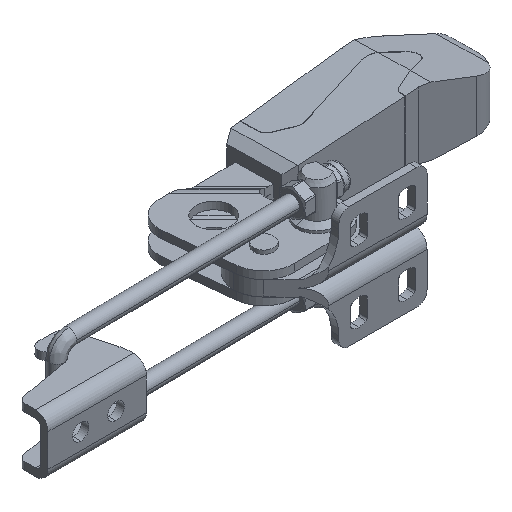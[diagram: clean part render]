
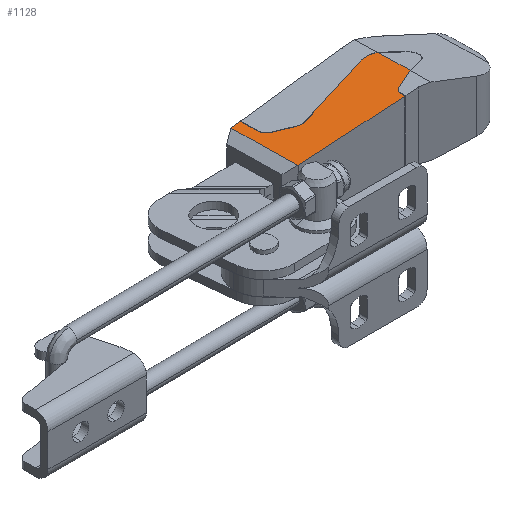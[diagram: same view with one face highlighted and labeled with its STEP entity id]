
A CAD part, isometric view. The second image highlights one B-rep face of the part: STEP entity #1128.
In plain terms, the highlighted planar face has unit normal (-0.07, -0.001, 0.998).
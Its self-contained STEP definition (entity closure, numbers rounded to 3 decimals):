
#1128=ADVANCED_FACE('NONE',(#2351),#2352,.F.);
#2351=FACE_OUTER_BOUND('',#3910,.T.);
#2352=PLANE('',#3911);
#3910=EDGE_LOOP('',(#7254,#7255,#7256,#7257,#7258,#7259,#7260,#7261,#7262,#7263,#7264,#7265,#7266,#7267,#7268,#7269,#7270));
#3911=AXIS2_PLACEMENT_3D('',#7271,#7272,#7273);
#7254=ORIENTED_EDGE('',*,*,#9222,.F.);
#7255=ORIENTED_EDGE('',*,*,#9223,.F.);
#7256=ORIENTED_EDGE('',*,*,#9224,.F.);
#7257=ORIENTED_EDGE('',*,*,#9225,.F.);
#7258=ORIENTED_EDGE('',*,*,#9170,.T.);
#7259=ORIENTED_EDGE('',*,*,#9220,.T.);
#7260=ORIENTED_EDGE('',*,*,#9226,.F.);
#7261=ORIENTED_EDGE('',*,*,#9227,.F.);
#7262=ORIENTED_EDGE('',*,*,#9228,.T.);
#7263=ORIENTED_EDGE('',*,*,#9229,.F.);
#7264=ORIENTED_EDGE('',*,*,#9230,.T.);
#7265=ORIENTED_EDGE('',*,*,#9231,.F.);
#7266=ORIENTED_EDGE('',*,*,#9143,.F.);
#7267=ORIENTED_EDGE('',*,*,#9232,.F.);
#7268=ORIENTED_EDGE('',*,*,#9233,.F.);
#7269=ORIENTED_EDGE('',*,*,#9234,.T.);
#7270=ORIENTED_EDGE('',*,*,#9235,.F.);
#7271=CARTESIAN_POINT('',(65.891,26.407,13.6));
#7272=DIRECTION('',(0.07,0.001,-0.998));
#7273=DIRECTION('',(0.0,-1.,-0.001));
#9143=EDGE_CURVE('NONE',#11233,#11234,#11235,.T.);
#9170=EDGE_CURVE('NONE',#11282,#11280,#11283,.T.);
#9220=EDGE_CURVE('NONE',#11280,#11359,#11361,.T.);
#9222=EDGE_CURVE('NONE',#11363,#11364,#11365,.T.);
#9223=EDGE_CURVE('NONE',#11366,#11363,#11367,.T.);
#9224=EDGE_CURVE('NONE',#11368,#11366,#11369,.T.);
#9225=EDGE_CURVE('NONE',#11282,#11368,#11370,.T.);
#9226=EDGE_CURVE('NONE',#11371,#11359,#11372,.T.);
#9227=EDGE_CURVE('NONE',#11373,#11371,#11374,.T.);
#9228=EDGE_CURVE('NONE',#11373,#11375,#11376,.T.);
#9229=EDGE_CURVE('NONE',#11377,#11375,#11378,.T.);
#9230=EDGE_CURVE('NONE',#11377,#11379,#11380,.T.);
#9231=EDGE_CURVE('NONE',#11234,#11379,#11381,.T.);
#9232=EDGE_CURVE('NONE',#11382,#11233,#11383,.T.);
#9233=EDGE_CURVE('NONE',#11384,#11382,#11385,.T.);
#9234=EDGE_CURVE('NONE',#11384,#11386,#11387,.T.);
#9235=EDGE_CURVE('NONE',#11364,#11386,#11388,.T.);
#11233=VERTEX_POINT('NONE',#14704);
#11234=VERTEX_POINT('NONE',#14705);
#11235=(B_SPLINE_CURVE(3,(#14707,#14708,#14709,#14710),.UNSPECIFIED.,.F.,.F.)B_SPLINE_CURVE_WITH_KNOTS((4,4),(5.087,6.265),.UNSPECIFIED.)RATIONAL_B_SPLINE_CURVE((1.0,0.888,0.888,1.0))BOUNDED_CURVE()REPRESENTATION_ITEM('')GEOMETRIC_REPRESENTATION_ITEM()CURVE());
#11280=VERTEX_POINT('NONE',#14854);
#11282=VERTEX_POINT('NONE',#14857);
#11283=LINE('',#14858,#14859);
#11359=VERTEX_POINT('NONE',#15055);
#11361=LINE('',#15058,#15059);
#11363=VERTEX_POINT('NONE',#15061);
#11364=VERTEX_POINT('NONE',#15062);
#11365=LINE('',#15063,#15064);
#11366=VERTEX_POINT('NONE',#15065);
#11367=(B_SPLINE_CURVE(3,(#15067,#15068,#15069,#15070),.UNSPECIFIED.,.F.,.F.)B_SPLINE_CURVE_WITH_KNOTS((4,4),(1.077,1.805),.UNSPECIFIED.)RATIONAL_B_SPLINE_CURVE((1.0,0.956,0.956,1.0))BOUNDED_CURVE()REPRESENTATION_ITEM('')GEOMETRIC_REPRESENTATION_ITEM()CURVE());
#11368=VERTEX_POINT('NONE',#15077);
#11369=LINE('',#15078,#15079);
#11370=(B_SPLINE_CURVE(3,(#15081,#15082,#15083,#15084),.UNSPECIFIED.,.F.,.F.)B_SPLINE_CURVE_WITH_KNOTS((4,4),(0.,1.077),.UNSPECIFIED.)RATIONAL_B_SPLINE_CURVE((1.0,0.906,0.906,1.0))BOUNDED_CURVE()REPRESENTATION_ITEM('')GEOMETRIC_REPRESENTATION_ITEM()CURVE());
#11371=VERTEX_POINT('NONE',#15091);
#11372=LINE('',#15092,#15093);
#11373=VERTEX_POINT('NONE',#15094);
#11374=LINE('',#15095,#15096);
#11375=VERTEX_POINT('NONE',#15097);
#11376=LINE('',#15098,#15099);
#11377=VERTEX_POINT('NONE',#15100);
#11378=LINE('',#15101,#15102);
#11379=VERTEX_POINT('NONE',#15103);
#11380=LINE('',#15104,#15105);
#11381=(B_SPLINE_CURVE(3,(#15107,#15108,#15109,#15110),.UNSPECIFIED.,.F.,.F.)B_SPLINE_CURVE_WITH_KNOTS((4,4),(6.265,6.283),.UNSPECIFIED.)RATIONAL_B_SPLINE_CURVE((1.0,1.,1.,1.0))BOUNDED_CURVE()REPRESENTATION_ITEM('')GEOMETRIC_REPRESENTATION_ITEM()CURVE());
#11382=VERTEX_POINT('NONE',#15117);
#11383=LINE('',#15118,#15119);
#11384=VERTEX_POINT('NONE',#15120);
#11385=LINE('',#15121,#15122);
#11386=VERTEX_POINT('NONE',#15123);
#11387=LINE('',#15124,#15125);
#11388=(B_SPLINE_CURVE(3,(#15127,#15128,#15129,#15130),.UNSPECIFIED.,.F.,.F.)B_SPLINE_CURVE_WITH_KNOTS((4,4),(1.336,2.057),.UNSPECIFIED.)RATIONAL_B_SPLINE_CURVE((1.0,0.957,0.957,1.0))BOUNDED_CURVE()REPRESENTATION_ITEM('')GEOMETRIC_REPRESENTATION_ITEM()CURVE());
#14704=CARTESIAN_POINT('',(57.986,42.141,13.068));
#14705=CARTESIAN_POINT('',(56.443,39.831,12.957));
#14707=CARTESIAN_POINT('',(57.986,42.141,13.068));
#14708=CARTESIAN_POINT('',(57.022,41.741,13.));
#14709=CARTESIAN_POINT('',(56.443,40.874,12.958));
#14710=CARTESIAN_POINT('',(56.443,39.831,12.957));
#14854=CARTESIAN_POINT('',(17.674,64.918,10.278));
#14857=CARTESIAN_POINT('',(17.799,58.177,10.278));
#14858=CARTESIAN_POINT('',(17.799,58.177,10.278));
#14859=VECTOR('',#17174,1000.0);
#15055=CARTESIAN_POINT('',(13.898,64.734,10.014));
#15058=CARTESIAN_POINT('',(17.674,64.918,10.278));
#15059=VECTOR('',#17206,1000.0);
#15061=CARTESIAN_POINT('',(29.362,50.999,11.078));
#15062=CARTESIAN_POINT('',(59.236,58.721,13.176));
#15063=CARTESIAN_POINT('',(29.362,50.999,11.078));
#15064=VECTOR('',#17207,1000.0);
#15065=CARTESIAN_POINT('',(26.53,51.315,10.88));
#15067=CARTESIAN_POINT('',(26.53,51.315,10.88));
#15068=CARTESIAN_POINT('',(27.413,50.86,10.941));
#15069=CARTESIAN_POINT('',(28.4,50.75,11.01));
#15070=CARTESIAN_POINT('',(29.362,50.999,11.078));
#15077=CARTESIAN_POINT('',(19.967,54.695,10.426));
#15078=CARTESIAN_POINT('',(19.967,54.695,10.426));
#15079=VECTOR('',#17208,1000.0);
#15081=CARTESIAN_POINT('',(17.799,58.177,10.278));
#15082=CARTESIAN_POINT('',(17.826,56.668,10.278));
#15083=CARTESIAN_POINT('',(18.624,55.386,10.333));
#15084=CARTESIAN_POINT('',(19.967,54.695,10.426));
#15091=CARTESIAN_POINT('',(13.68,64.603,9.999));
#15092=CARTESIAN_POINT('',(13.68,64.603,9.999));
#15093=VECTOR('',#17209,1000.0);
#15094=CARTESIAN_POINT('',(14.16,38.507,9.999));
#15095=CARTESIAN_POINT('',(14.16,38.507,9.999));
#15096=VECTOR('',#17210,1000.0);
#15097=CARTESIAN_POINT('',(14.352,38.401,10.012));
#15098=CARTESIAN_POINT('',(14.16,38.507,9.999));
#15099=VECTOR('',#17211,1000.0);
#15100=CARTESIAN_POINT('',(56.43,38.074,12.954));
#15101=CARTESIAN_POINT('',(56.43,38.074,12.954));
#15102=VECTOR('',#17212,1000.0);
#15103=CARTESIAN_POINT('',(56.444,39.785,12.957));
#15104=CARTESIAN_POINT('',(56.43,38.074,12.954));
#15105=VECTOR('',#17213,1000.0);
#15107=CARTESIAN_POINT('',(56.443,39.831,12.957));
#15108=CARTESIAN_POINT('',(56.443,39.816,12.957));
#15109=CARTESIAN_POINT('',(56.443,39.801,12.957));
#15110=CARTESIAN_POINT('',(56.444,39.785,12.957));
#15117=CARTESIAN_POINT('',(65.544,45.274,13.6));
#15118=CARTESIAN_POINT('',(65.544,45.274,13.6));
#15119=VECTOR('',#17214,1000.0);
#15120=CARTESIAN_POINT('',(65.312,57.88,13.6));
#15121=CARTESIAN_POINT('',(65.312,57.88,13.6));
#15122=VECTOR('',#17215,1000.0);
#15123=CARTESIAN_POINT('',(64.846,58.116,13.568));
#15124=CARTESIAN_POINT('',(65.312,57.88,13.6));
#15125=VECTOR('',#17216,1000.0);
#15127=CARTESIAN_POINT('',(59.236,58.721,13.176));
#15128=CARTESIAN_POINT('',(61.139,59.213,13.31));
#15129=CARTESIAN_POINT('',(63.092,59.002,13.446));
#15130=CARTESIAN_POINT('',(64.846,58.116,13.568));
#17174=DIRECTION('',(-0.018,1.,-0.0));
#17206=DIRECTION('',(-0.996,-0.049,-0.07));
#17207=DIRECTION('',(0.966,0.25,0.068));
#17208=DIRECTION('',(0.887,-0.457,0.061));
#17209=DIRECTION('',(0.855,0.515,0.06));
#17210=DIRECTION('',(-0.018,1.,0.));
#17211=DIRECTION('',(0.873,-0.483,0.06));
#17212=DIRECTION('',(-0.998,0.008,-0.07));
#17213=DIRECTION('',(0.008,1.,0.002));
#17214=DIRECTION('',(-0.922,-0.382,-0.065));
#17215=DIRECTION('',(0.018,-1.,0.));
#17216=DIRECTION('',(-0.891,0.45,-0.062));
